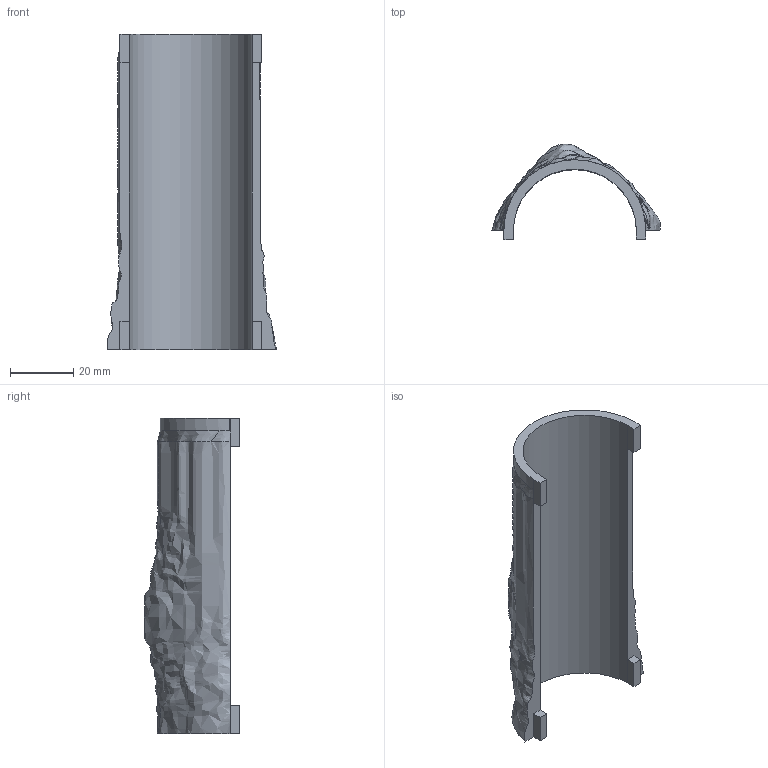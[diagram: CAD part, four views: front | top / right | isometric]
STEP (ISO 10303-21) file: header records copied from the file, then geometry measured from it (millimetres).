
FILE_DESCRIPTION(/* description */ (''),/* implementation_level */ '2;1');
FILE_NAME(/* name */ 'Connection_Editable',/* time_stamp */ '2024-02-16T10:01:59+01:00',/* author */ (''),/* organization */ (''),/* preprocessor_version */ 'ST-DEVELOPER v19.2',/* originating_system */ 'Rhino 8.4',/* authorisation */ '');
FILE_SCHEMA (('AUTOMOTIVE_DESIGN'));
Length unit declared in the file: millimetre
Products named in the file (1): Document
Bounding box: 53.55 x 30.17 x 100 mm (x, y, z)
Volume: 24033.6 mm3; surface area: 15074.6 mm2
Topology: 1 solids, 1 shells, 31 faces, 81 edges, 52 vertices
Faces by surface type: plane 23, cylinder 4, bspline 4
Entity records: 6704 total; most frequent: CARTESIAN_POINT 6106, ORIENTED_EDGE 162, EDGE_CURVE 81, B_SPLINE_CURVE_WITH_KNOTS 64, VERTEX_POINT 53, DIRECTION 43, AXIS2_PLACEMENT_3D 34, ADVANCED_FACE 31
